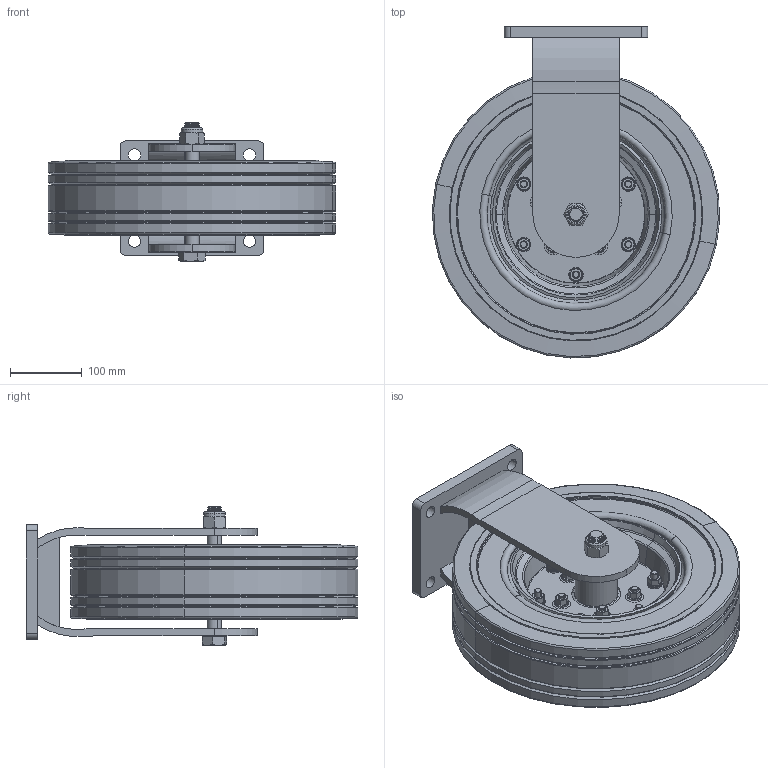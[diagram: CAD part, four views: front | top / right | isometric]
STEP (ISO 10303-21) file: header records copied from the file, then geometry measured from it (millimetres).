
FILE_DESCRIPTION (( 'STEP AP203' ), '1' );
FILE_NAME ('R16901.STEP', '2020-02-24T22:29:35', ( '' ), ( '' ), 'SwSTEP 2.0', 'SolidWorks 2013', '' );
FILE_SCHEMA (( 'CONFIG_CONTROL_DESIGN' ));
Products named in the file (1): R16901
Bounding box: 399.71 x 461.86 x 193 mm (x, y, z)
Surface area: 750677.4 mm2 (no closed solid volume)
Topology: 0 solids, 62 shells, 1028 faces, 2901 edges, 1931 vertices
Faces by surface type: plane 441, cone 223, cylinder 162, bspline 146, torus 56
Entity records: 43036 total; most frequent: CARTESIAN_POINT 17806, ORIENTED_EDGE 5032, DIRECTION 4822, EDGE_CURVE 2901, VERTEX_POINT 1931, AXIS2_PLACEMENT_3D 1707, VECTOR 1408, LINE 1408
